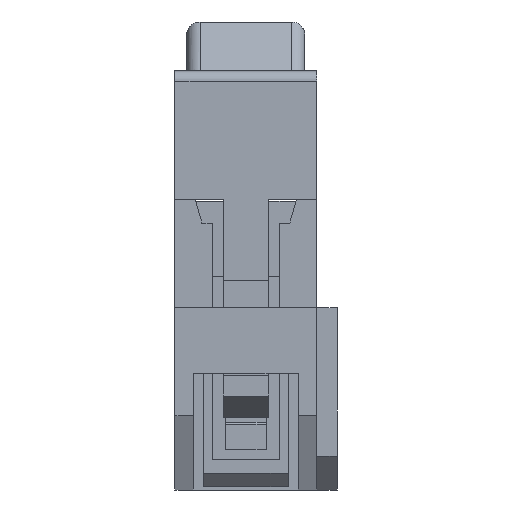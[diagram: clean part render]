
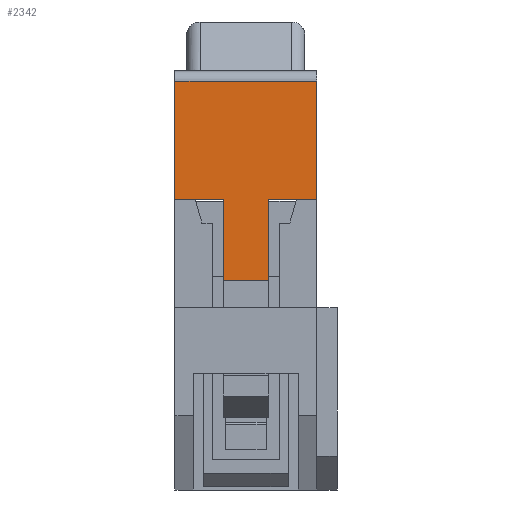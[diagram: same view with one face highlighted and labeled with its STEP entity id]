
A CAD part, left-side view. The second image highlights one B-rep face of the part: STEP entity #2342.
In plain terms, the highlighted planar face has unit normal (-1, 0, 0).
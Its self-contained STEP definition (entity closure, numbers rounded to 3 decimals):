
#2342 = ADVANCED_FACE( '', ( #5128 ), #5129, .T. );
#5128 = FACE_OUTER_BOUND( '', #8633, .T. );
#5129 = PLANE( '', #8634 );
#8633 = EDGE_LOOP( '', ( #14137, #14138, #14139, #14140, #14141, #14142, #14143, #14144 ) );
#8634 = AXIS2_PLACEMENT_3D( '', #14145, #14146, #14147 );
#14137 = ORIENTED_EDGE( '', *, *, #23657, .T. );
#14138 = ORIENTED_EDGE( '', *, *, #22629, .T. );
#14139 = ORIENTED_EDGE( '', *, *, #23590, .F. );
#14140 = ORIENTED_EDGE( '', *, *, #23658, .F. );
#14141 = ORIENTED_EDGE( '', *, *, #23659, .T. );
#14142 = ORIENTED_EDGE( '', *, *, #22785, .F. );
#14143 = ORIENTED_EDGE( '', *, *, #23660, .F. );
#14144 = ORIENTED_EDGE( '', *, *, #23661, .F. );
#14145 = CARTESIAN_POINT( '', ( -27.5, -2.1, -1.9 ) );
#14146 = DIRECTION( '', ( -1., 0., 0. ) );
#14147 = DIRECTION( '', ( 0., 0., 1. ) );
#22629 = EDGE_CURVE( '', #27467, #27471, #27473, .T. );
#22785 = EDGE_CURVE( '', #27736, #27734, #27738, .T. );
#23590 = EDGE_CURVE( '', #29028, #27471, #29030, .T. );
#23657 = EDGE_CURVE( '', #29138, #27467, #29139, .T. );
#23658 = EDGE_CURVE( '', #29140, #29028, #29141, .T. );
#23659 = EDGE_CURVE( '', #29140, #27734, #29142, .T. );
#23660 = EDGE_CURVE( '', #29143, #27736, #29144, .T. );
#23661 = EDGE_CURVE( '', #29138, #29143, #29145, .T. );
#27467 = VERTEX_POINT( '', #34280 );
#27471 = VERTEX_POINT( '', #34285 );
#27473 = LINE( '', #34287, #34288 );
#27734 = VERTEX_POINT( '', #34662 );
#27736 = VERTEX_POINT( '', #34665 );
#27738 = LINE( '', #34668, #34669 );
#29028 = VERTEX_POINT( '', #36534 );
#29030 = LINE( '', #36537, #36538 );
#29138 = VERTEX_POINT( '', #36696 );
#29139 = LINE( '', #36697, #36698 );
#29140 = VERTEX_POINT( '', #36699 );
#29141 = LINE( '', #36700, #36701 );
#29142 = LINE( '', #36702, #36703 );
#29143 = VERTEX_POINT( '', #36704 );
#29144 = LINE( '', #36705, #36706 );
#29145 = LINE( '', #36707, #36708 );
#34280 = CARTESIAN_POINT( '', ( -27.5, -2.1, 1.6 ) );
#34285 = CARTESIAN_POINT( '', ( -27.5, 2.1, 1.6 ) );
#34287 = CARTESIAN_POINT( '', ( -27.5, -2.1, 1.6 ) );
#34288 = VECTOR( '', #42202, 1000. );
#34662 = CARTESIAN_POINT( '', ( -27.5, 0.675, -4.3 ) );
#34665 = CARTESIAN_POINT( '', ( -27.5, -0.675, -4.3 ) );
#34668 = CARTESIAN_POINT( '', ( -27.5, -0.675, -4.3 ) );
#34669 = VECTOR( '', #42339, 1000. );
#36534 = CARTESIAN_POINT( '', ( -27.5, 2.1, -1.9 ) );
#36537 = CARTESIAN_POINT( '', ( -27.5, 2.1, -1.9 ) );
#36538 = VECTOR( '', #43090, 1000. );
#36696 = CARTESIAN_POINT( '', ( -27.5, -2.1, -1.9 ) );
#36697 = CARTESIAN_POINT( '', ( -27.5, -2.1, -1.9 ) );
#36698 = VECTOR( '', #43147, 1000. );
#36699 = CARTESIAN_POINT( '', ( -27.5, 0.675, -1.9 ) );
#36700 = CARTESIAN_POINT( '', ( -27.5, -2.1, -1.9 ) );
#36701 = VECTOR( '', #43148, 1000. );
#36702 = CARTESIAN_POINT( '', ( -27.5, 0.675, -1.9 ) );
#36703 = VECTOR( '', #43149, 1000. );
#36704 = CARTESIAN_POINT( '', ( -27.5, -0.675, -1.9 ) );
#36705 = CARTESIAN_POINT( '', ( -27.5, -0.675, -1.9 ) );
#36706 = VECTOR( '', #43150, 1000. );
#36707 = CARTESIAN_POINT( '', ( -27.5, -2.1, -1.9 ) );
#36708 = VECTOR( '', #43151, 1000. );
#42202 = DIRECTION( '', ( 0., 1., 0. ) );
#42339 = DIRECTION( '', ( 0., 1., 0. ) );
#43090 = DIRECTION( '', ( 0., 0., 1. ) );
#43147 = DIRECTION( '', ( 0., 0., 1. ) );
#43148 = DIRECTION( '', ( 0., 1., 0. ) );
#43149 = DIRECTION( '', ( 0., 0., -1. ) );
#43150 = DIRECTION( '', ( 0., 0., -1. ) );
#43151 = DIRECTION( '', ( 0., 1., 0. ) );
